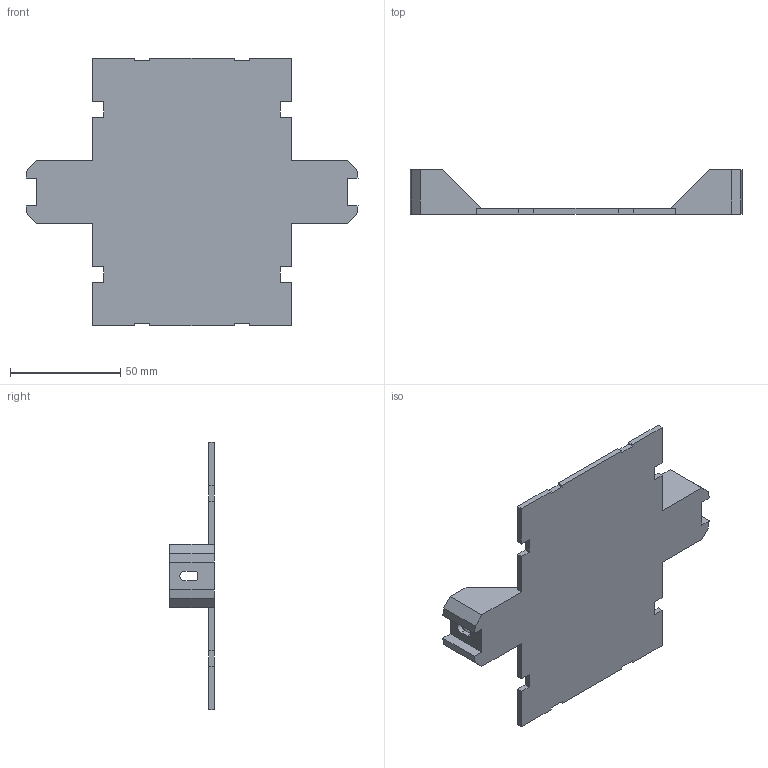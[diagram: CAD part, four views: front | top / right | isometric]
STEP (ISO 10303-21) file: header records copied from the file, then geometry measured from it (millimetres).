
FILE_DESCRIPTION (( 'STEP AP214' ), '1' );
FILE_NAME ('Avionics Stack battery.STEP', '2025-01-26T23:42:17', ( '' ), ( '' ), 'SwSTEP 2.0', 'SolidWorks 2024', '' );
FILE_SCHEMA (( 'AUTOMOTIVE_DESIGN' ));
Length unit declared in the file: inch
Products named in the file (1): Avionics Stack battery
Bounding box: 150.9 x 20.32 x 121.41 mm (x, y, z)
Volume: 45246.7 mm3; surface area: 31382.2 mm2
Topology: 1 solids, 1 shells, 82 faces, 240 edges, 160 vertices
Faces by surface type: plane 76, cylinder 6
Entity records: 2711 total; most frequent: CARTESIAN_POINT 483, ORIENTED_EDGE 480, DIRECTION 418, EDGE_CURVE 240, VECTOR 228, LINE 228, VERTEX_POINT 160, AXIS2_PLACEMENT_3D 95
